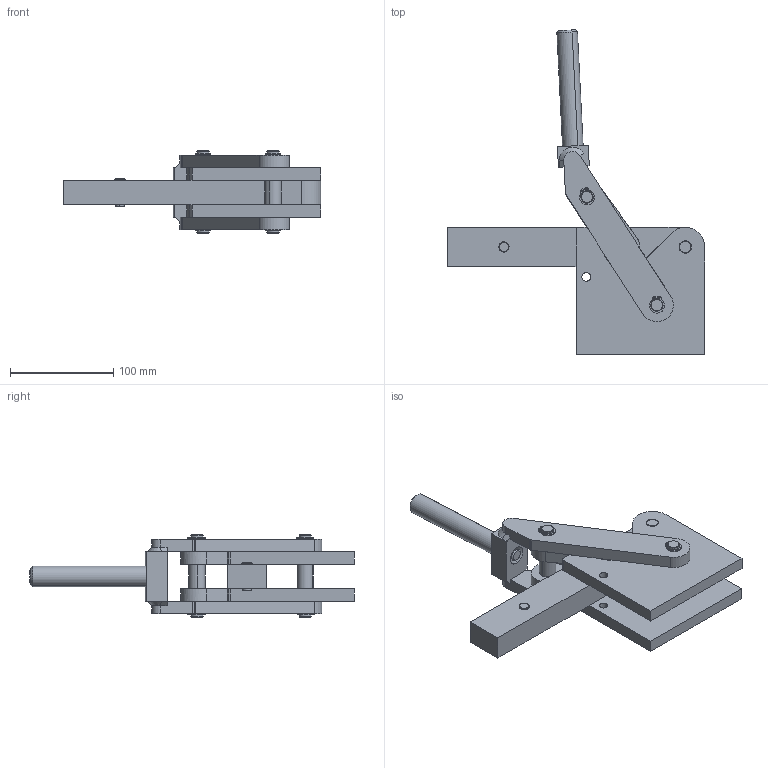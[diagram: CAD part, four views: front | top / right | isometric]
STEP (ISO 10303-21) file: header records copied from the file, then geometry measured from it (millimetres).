
FILE_DESCRIPTION((''),'2;1');
FILE_NAME('223.1.stp','2005-09-01T11:20:47',('CAD'),(''),'Autodesk Inventor 8','Autodesk Inventor 8','');
FILE_SCHEMA(('AUTOMOTIVE_DESIGN { 1 0 10303 214 1 1 1 1 }'));
Length unit declared in the file: millimetre
Products named in the file (1): Part3
Bounding box: 250 x 314.86 x 80 mm (x, y, z)
Volume: 813031 mm3; surface area: 132931.2 mm2
Topology: 1 solids, 5 shells, 458 faces, 1264 edges, 822 vertices
Faces by surface type: plane 288, cylinder 104, cone 40, bspline 24, torus 2
Entity records: 14916 total; most frequent: CARTESIAN_POINT 3191, ORIENTED_EDGE 2524, DIRECTION 2467, EDGE_CURVE 1262, AXIS2_PLACEMENT_3D 890, VERTEX_POINT 822, VECTOR 687, LINE 687
